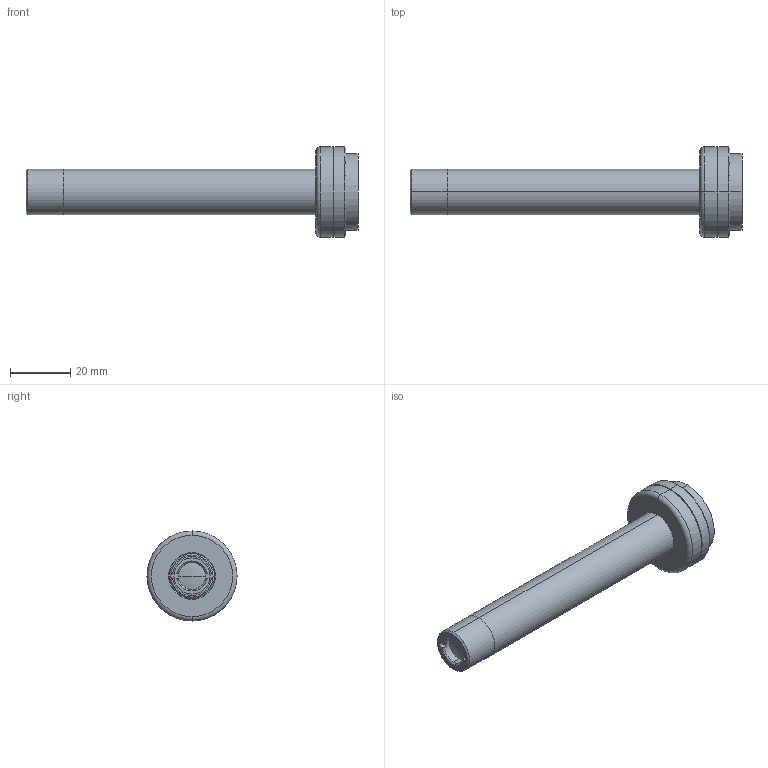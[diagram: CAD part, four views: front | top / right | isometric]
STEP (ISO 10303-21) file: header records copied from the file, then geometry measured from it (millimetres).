
FILE_DESCRIPTION (( 'STEP AP203' ), '1' );
FILE_NAME ('DP50531-A_MC300X.step', '2021-12-09T11:11:54', ( '' ), ( '' ), 'SwSTEP 2.0', 'SolidWorks 2021', '' );
FILE_SCHEMA (( 'CONFIG_CONTROL_DESIGN' ));
Length unit declared in the file: millimetre
Products named in the file (1): DP50531-A_MC300X
Bounding box: 110.48 x 30 x 30 mm (x, y, z)
Surface area: 11852.5 mm2 (no closed solid volume)
Topology: 0 solids, 8 shells, 49 faces, 122 edges, 82 vertices
Faces by surface type: cylinder 18, plane 16, cone 11, sphere 2, torus 2
Entity records: 1561 total; most frequent: DIRECTION 293, CARTESIAN_POINT 266, ORIENTED_EDGE 208, AXIS2_PLACEMENT_3D 125, EDGE_CURVE 122, VERTEX_POINT 82, CIRCLE 75, EDGE_LOOP 57
